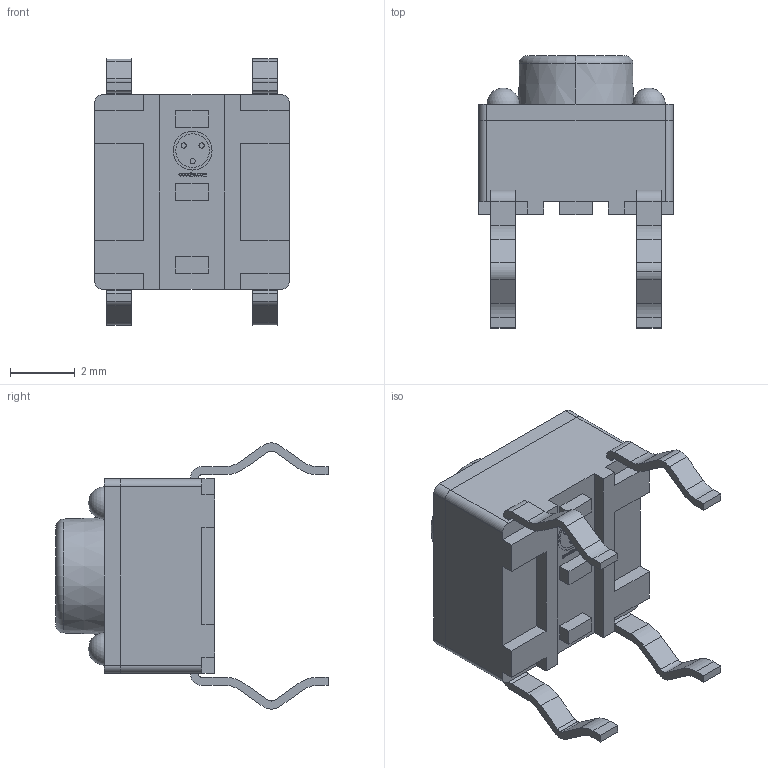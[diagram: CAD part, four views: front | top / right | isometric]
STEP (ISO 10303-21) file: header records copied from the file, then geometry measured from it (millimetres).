
FILE_DESCRIPTION (( 'STEP AP214' ), '1' );
FILE_NAME ('TSW DIP-6x6x5.STEP', '2016-08-06T10:05:42', ( '' ), ( '' ), 'SwSTEP 2.0', 'SolidWorks 2015', '' );
FILE_SCHEMA (( 'AUTOMOTIVE_DESIGN' ));
Length unit declared in the file: millimetre
Products named in the file (3): LOGOԲ; TSW DIP-6x6x5
Assembly tree (2 placements, depth 2):
  TSW DIP-6x6x5
    LOGOԲ
    TSW DIP-6x6x5
Bounding box: 6 x 8.4 x 8.21 mm (x, y, z)
Volume: 132.5 mm3; surface area: 218 mm2
Topology: 15 solids, 15 shells, 257 faces, 655 edges, 436 vertices
Faces by surface type: plane 160, cylinder 60, bspline 29, sphere 4, torus 2, cone 2
Entity records: 10922 total; most frequent: CARTESIAN_POINT 1798, ORIENTED_EDGE 1286, DIRECTION 1183, EDGE_CURVE 643, LINE 453, VECTOR 453, VERTEX_POINT 428, AXIS2_PLACEMENT_3D 365
